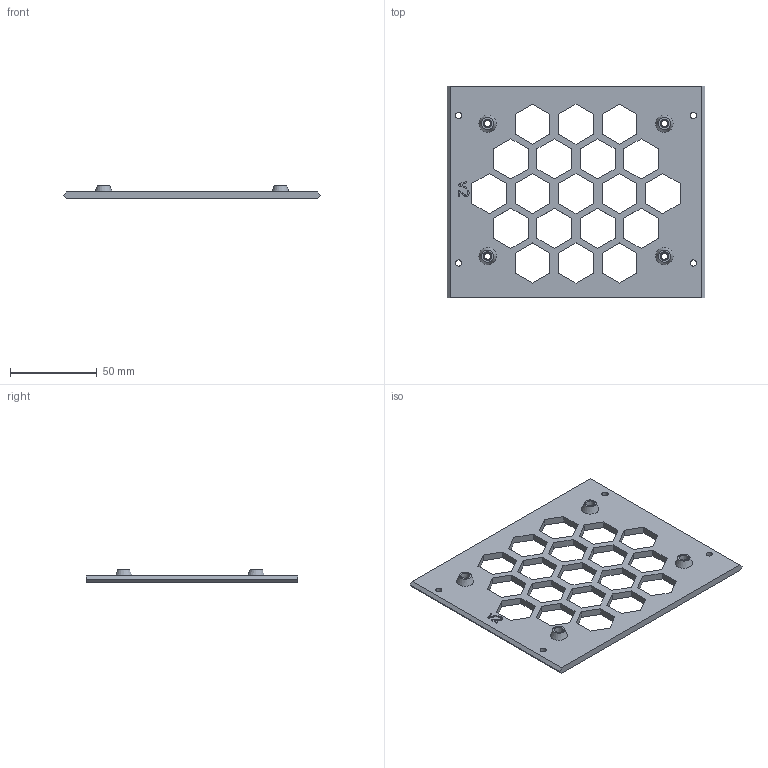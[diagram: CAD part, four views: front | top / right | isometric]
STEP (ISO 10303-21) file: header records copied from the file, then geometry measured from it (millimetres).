
FILE_DESCRIPTION(/* description */ (''),/* implementation_level */ '2;1');
FILE_NAME(/* name */ 'MCU Tray - BTT SKR v2 - HSI.step',/* time_stamp */ '2023-11-11T02:13:51-06:00',/* author */ (''),/* organization */ (''),/* preprocessor_version */ 'ST-DEVELOPER v20',/* originating_system */ 'Autodesk Translation Framework v12.14.0.127',/* authorisation */ '');
FILE_SCHEMA (('AUTOMOTIVE_DESIGN { 1 0 10303 214 3 1 1 }'));
Length unit declared in the file: millimetre
Products named in the file (1): HSI
Bounding box: 148.6 x 121.85 x 8 mm (x, y, z)
Volume: 45611.8 mm3; surface area: 30688.9 mm2
Topology: 1 solids, 1 shells, 201 faces, 567 edges, 378 vertices
Faces by surface type: plane 146, bspline 39, cone 8, cylinder 8
Full cylindrical faces by diameter (mm): 3.6 x8
Entity records: 6931 total; most frequent: CARTESIAN_POINT 1810, ORIENTED_EDGE 1134, DIRECTION 847, EDGE_CURVE 567, LINE 457, VECTOR 457, VERTEX_POINT 378, EDGE_LOOP 265
